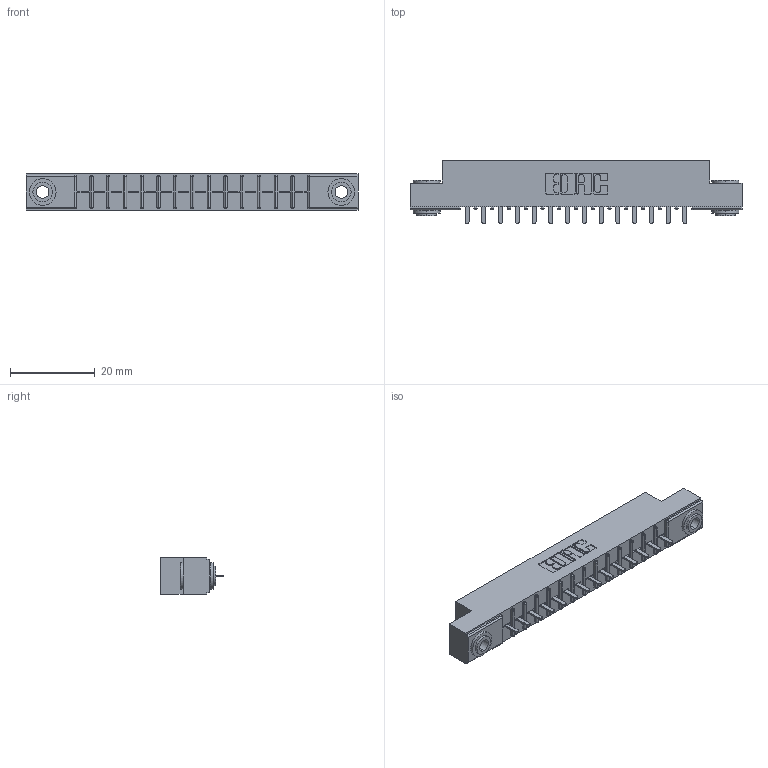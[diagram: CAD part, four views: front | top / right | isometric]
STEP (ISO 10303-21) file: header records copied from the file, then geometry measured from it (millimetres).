
FILE_DESCRIPTION (( 'STEP AP203' ), '1' );
FILE_NAME ('356-014-521-103.STEP', '2018-08-01T19:06:29', ( '' ), ( '' ), 'SwSTEP 2.0', 'SolidWorks 2016', '' );
FILE_SCHEMA (( 'CONFIG_CONTROL_DESIGN' ));
Length unit declared in the file: inch
Products named in the file (4): 345-250-002_345-250-002-102; 356-014-521-103; 306 Part_.156 Dia; 306-290-001_121
Assembly tree (17 placements, depth 2):
  356-014-521-103
    306 Part_.156 Dia
    306-290-001_121  x14
    345-250-002_345-250-002-102  x2
Bounding box: 78.49 x 14.88 x 8.71 mm (x, y, z)
Volume: 5311.8 mm3; surface area: 7766.2 mm2
Topology: 17 solids, 17 shells, 1148 faces, 3186 edges, 2044 vertices
Faces by surface type: plane 750, cylinder 334, sphere 56, cone 8
Entity records: 17704 total; most frequent: CARTESIAN_POINT 2946, DIRECTION 2922, ORIENTED_EDGE 2908, EDGE_CURVE 1454, LINE 1114, VECTOR 1114, VERTEX_POINT 928, AXIS2_PLACEMENT_3D 904
